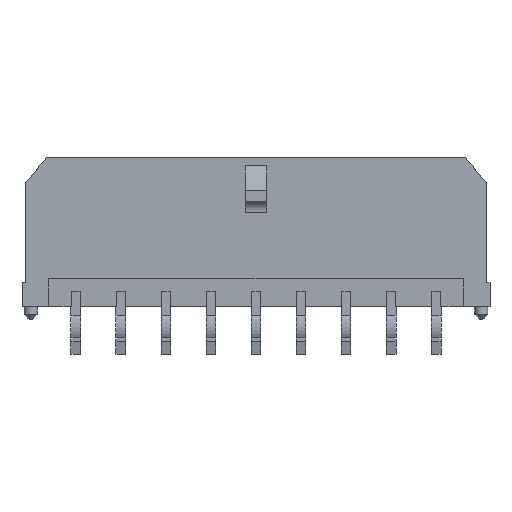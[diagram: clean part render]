
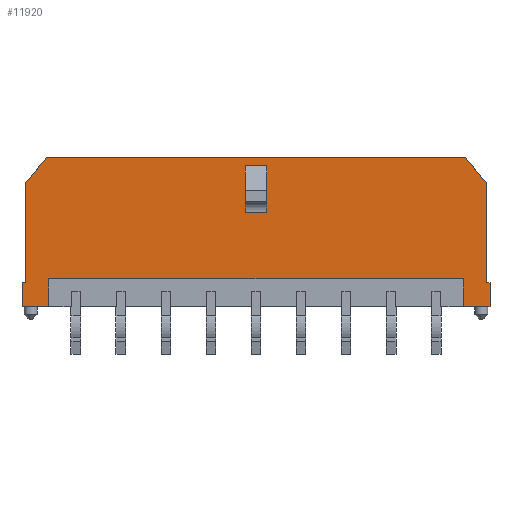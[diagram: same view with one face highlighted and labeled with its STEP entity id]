
A CAD part, front view. The second image highlights one B-rep face of the part: STEP entity #11920.
In plain terms, the highlighted planar face has unit normal (0, -1, 0).
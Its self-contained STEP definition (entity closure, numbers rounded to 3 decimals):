
#56 = VERTEX_POINT('',#57);
#57 = CARTESIAN_POINT('',(27.325,-4.9,1.595));
#63 = EDGE_CURVE('',#56,#64,#66,.T.);
#64 = VERTEX_POINT('',#65);
#65 = CARTESIAN_POINT('',(27.325,-4.9,8.255));
#66 = LINE('',#67,#68);
#67 = CARTESIAN_POINT('',(27.325,-4.9,1.595));
#68 = VECTOR('',#69,1.);
#69 = DIRECTION('',(0.,0.,1.));
#365 = VERTEX_POINT('',#366);
#366 = CARTESIAN_POINT('',(-1.925,-4.9,9.905));
#372 = EDGE_CURVE('',#373,#365,#375,.T.);
#373 = VERTEX_POINT('',#374);
#374 = CARTESIAN_POINT('',(-3.325,-4.9,8.255));
#375 = LINE('',#376,#377);
#376 = CARTESIAN_POINT('',(-3.325,-4.9,8.255));
#377 = VECTOR('',#378,1.);
#378 = DIRECTION('',(0.647,0.,0.763)
  );
#614 = EDGE_CURVE('',#615,#373,#617,.T.);
#615 = VERTEX_POINT('',#616);
#616 = CARTESIAN_POINT('',(-3.325,-4.9,1.595));
#617 = LINE('',#618,#619);
#618 = CARTESIAN_POINT('',(-3.325,-4.9,1.595));
#619 = VECTOR('',#620,1.);
#620 = DIRECTION('',(0.,0.,1.));
#884 = VERTEX_POINT('',#885);
#885 = CARTESIAN_POINT('',(25.925,-4.9,9.905));
#891 = EDGE_CURVE('',#884,#365,#892,.T.);
#892 = LINE('',#893,#894);
#893 = CARTESIAN_POINT('',(25.925,-4.9,9.905));
#894 = VECTOR('',#895,1.);
#895 = DIRECTION('',(-1.,0.,0.));
#6225 = VERTEX_POINT('',#6226);
#6226 = CARTESIAN_POINT('',(-3.575,-4.9,-0.005));
#6232 = EDGE_CURVE('',#6225,#6233,#6235,.T.);
#6233 = VERTEX_POINT('',#6234);
#6234 = CARTESIAN_POINT('',(-1.805,-4.9,-0.005));
#6235 = LINE('',#6236,#6237);
#6236 = CARTESIAN_POINT('',(-3.575,-4.9,-0.005));
#6237 = VECTOR('',#6238,1.);
#6238 = DIRECTION('',(1.,0.,0.));
#6696 = VERTEX_POINT('',#6697);
#6697 = CARTESIAN_POINT('',(25.805,-4.9,-0.005));
#6703 = EDGE_CURVE('',#6696,#6704,#6706,.T.);
#6704 = VERTEX_POINT('',#6705);
#6705 = CARTESIAN_POINT('',(27.575,-4.9,-0.005));
#6706 = LINE('',#6707,#6708);
#6707 = CARTESIAN_POINT('',(25.805,-4.9,-0.005));
#6708 = VECTOR('',#6709,1.);
#6709 = DIRECTION('',(1.,0.,0.));
#11836 = EDGE_CURVE('',#615,#11837,#11839,.T.);
#11837 = VERTEX_POINT('',#11838);
#11838 = CARTESIAN_POINT('',(-3.575,-4.9,1.595));
#11839 = LINE('',#11840,#11841);
#11840 = CARTESIAN_POINT('',(-3.325,-4.9,1.595));
#11841 = VECTOR('',#11842,1.);
#11842 = DIRECTION('',(-1.,0.,0.));
#11883 = VERTEX_POINT('',#11884);
#11884 = CARTESIAN_POINT('',(27.575,-4.9,1.595));
#11890 = EDGE_CURVE('',#56,#11883,#11891,.T.);
#11891 = LINE('',#11892,#11893);
#11892 = CARTESIAN_POINT('',(27.325,-4.9,1.595));
#11893 = VECTOR('',#11894,1.);
#11894 = DIRECTION('',(1.,0.,0.));
#11920 = ADVANCED_FACE('',(#11921,#11971),#12005,.T.);
#11921 = FACE_BOUND('',#11922,.F.);
#11922 = EDGE_LOOP('',(#11923,#11931,#11939,#11945,#11946,#11952,#11953,
    #11954,#11955,#11956,#11962,#11963,#11964,#11970));
#11923 = ORIENTED_EDGE('',*,*,#11924,.T.);
#11924 = EDGE_CURVE('',#6696,#11925,#11927,.T.);
#11925 = VERTEX_POINT('',#11926);
#11926 = CARTESIAN_POINT('',(25.805,-4.9,1.845));
#11927 = LINE('',#11928,#11929);
#11928 = CARTESIAN_POINT('',(25.805,-4.9,-0.005));
#11929 = VECTOR('',#11930,1.);
#11930 = DIRECTION('',(0.,0.,1.));
#11931 = ORIENTED_EDGE('',*,*,#11932,.T.);
#11932 = EDGE_CURVE('',#11925,#11933,#11935,.T.);
#11933 = VERTEX_POINT('',#11934);
#11934 = CARTESIAN_POINT('',(-1.805,-4.9,1.845));
#11935 = LINE('',#11936,#11937);
#11936 = CARTESIAN_POINT('',(25.805,-4.9,1.845));
#11937 = VECTOR('',#11938,1.);
#11938 = DIRECTION('',(-1.,0.,0.));
#11939 = ORIENTED_EDGE('',*,*,#11940,.F.);
#11940 = EDGE_CURVE('',#6233,#11933,#11941,.T.);
#11941 = LINE('',#11942,#11943);
#11942 = CARTESIAN_POINT('',(-1.805,-4.9,-0.005));
#11943 = VECTOR('',#11944,1.);
#11944 = DIRECTION('',(0.,0.,1.));
#11945 = ORIENTED_EDGE('',*,*,#6232,.F.);
#11946 = ORIENTED_EDGE('',*,*,#11947,.T.);
#11947 = EDGE_CURVE('',#6225,#11837,#11948,.T.);
#11948 = LINE('',#11949,#11950);
#11949 = CARTESIAN_POINT('',(-3.575,-4.9,-0.005));
#11950 = VECTOR('',#11951,1.);
#11951 = DIRECTION('',(0.,0.,1.));
#11952 = ORIENTED_EDGE('',*,*,#11836,.F.);
#11953 = ORIENTED_EDGE('',*,*,#614,.T.);
#11954 = ORIENTED_EDGE('',*,*,#372,.T.);
#11955 = ORIENTED_EDGE('',*,*,#891,.F.);
#11956 = ORIENTED_EDGE('',*,*,#11957,.T.);
#11957 = EDGE_CURVE('',#884,#64,#11958,.T.);
#11958 = LINE('',#11959,#11960);
#11959 = CARTESIAN_POINT('',(25.925,-4.9,9.905));
#11960 = VECTOR('',#11961,1.);
#11961 = DIRECTION('',(0.647,0.,
    -0.763));
#11962 = ORIENTED_EDGE('',*,*,#63,.F.);
#11963 = ORIENTED_EDGE('',*,*,#11890,.T.);
#11964 = ORIENTED_EDGE('',*,*,#11965,.T.);
#11965 = EDGE_CURVE('',#11883,#6704,#11966,.T.);
#11966 = LINE('',#11967,#11968);
#11967 = CARTESIAN_POINT('',(27.575,-4.9,1.595));
#11968 = VECTOR('',#11969,1.);
#11969 = DIRECTION('',(-0.,0.,-1.));
#11970 = ORIENTED_EDGE('',*,*,#6703,.F.);
#11971 = FACE_BOUND('',#11972,.F.);
#11972 = EDGE_LOOP('',(#11973,#11983,#11991,#11999));
#11973 = ORIENTED_EDGE('',*,*,#11974,.F.);
#11974 = EDGE_CURVE('',#11975,#11977,#11979,.T.);
#11975 = VERTEX_POINT('',#11976);
#11976 = CARTESIAN_POINT('',(12.7,-4.9,9.365));
#11977 = VERTEX_POINT('',#11978);
#11978 = CARTESIAN_POINT('',(12.7,-4.9,6.279));
#11979 = LINE('',#11980,#11981);
#11980 = CARTESIAN_POINT('',(12.7,-4.9,9.365));
#11981 = VECTOR('',#11982,1.);
#11982 = DIRECTION('',(-0.,0.,-1.));
#11983 = ORIENTED_EDGE('',*,*,#11984,.T.);
#11984 = EDGE_CURVE('',#11975,#11985,#11987,.T.);
#11985 = VERTEX_POINT('',#11986);
#11986 = CARTESIAN_POINT('',(11.3,-4.9,9.365));
#11987 = LINE('',#11988,#11989);
#11988 = CARTESIAN_POINT('',(12.7,-4.9,9.365));
#11989 = VECTOR('',#11990,1.);
#11990 = DIRECTION('',(-1.,0.,0.));
#11991 = ORIENTED_EDGE('',*,*,#11992,.T.);
#11992 = EDGE_CURVE('',#11985,#11993,#11995,.T.);
#11993 = VERTEX_POINT('',#11994);
#11994 = CARTESIAN_POINT('',(11.3,-4.9,6.279));
#11995 = LINE('',#11996,#11997);
#11996 = CARTESIAN_POINT('',(11.3,-4.9,9.365));
#11997 = VECTOR('',#11998,1.);
#11998 = DIRECTION('',(-0.,0.,-1.));
#11999 = ORIENTED_EDGE('',*,*,#12000,.F.);
#12000 = EDGE_CURVE('',#11977,#11993,#12001,.T.);
#12001 = LINE('',#12002,#12003);
#12002 = CARTESIAN_POINT('',(12.7,-4.9,6.279));
#12003 = VECTOR('',#12004,1.);
#12004 = DIRECTION('',(-1.,0.,0.));
#12005 = PLANE('',#12006);
#12006 = AXIS2_PLACEMENT_3D('',#12007,#12008,#12009);
#12007 = CARTESIAN_POINT('',(27.325,-4.9,-0.005));
#12008 = DIRECTION('',(0.,-1.,0.));
#12009 = DIRECTION('',(0.,0.,1.));
